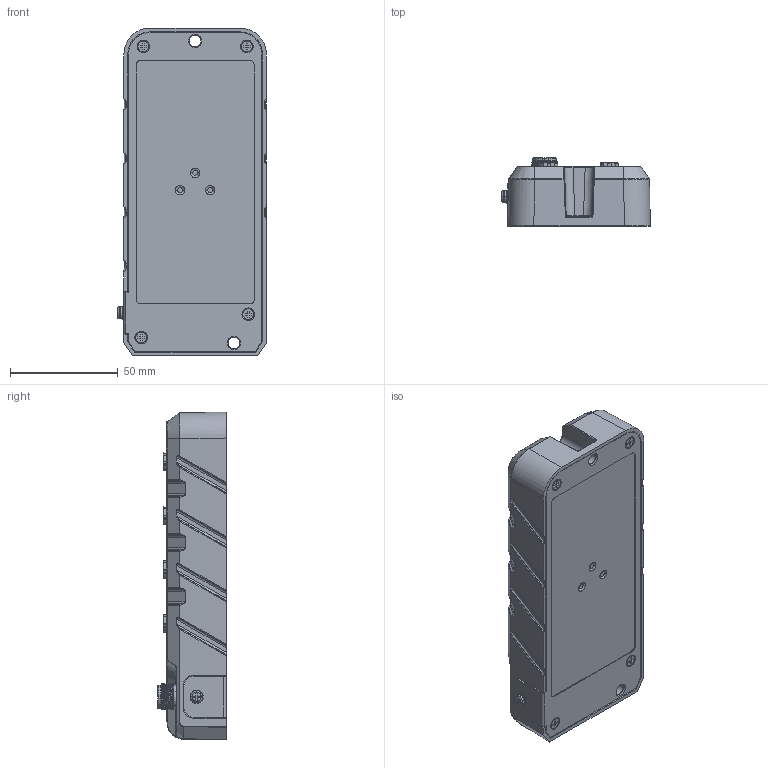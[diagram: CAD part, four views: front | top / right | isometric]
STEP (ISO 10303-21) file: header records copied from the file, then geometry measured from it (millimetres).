
FILE_DESCRIPTION (( 'STEP AP214' ), '1' );
FILE_NAME ('SE3-SW8U-N67-T.STEP', '2025-10-08T11:40:41', ( '' ), ( '' ), 'SwSTEP 2.0', 'SolidWorks 2024', '' );
FILE_SCHEMA (( 'AUTOMOTIVE_DESIGN' ));
Length unit declared in the file: millimetre
Products named in the file (1): SE3-SW8U-N67-T
Bounding box: 68.9 x 31.75 x 152 mm (x, y, z)
Volume: 232624.1 mm3; surface area: 78583.7 mm2
Topology: 9 solids, 34 shells, 4178 faces, 11363 edges, 7410 vertices
Faces by surface type: plane 2322, cylinder 1111, bspline 335, cone 263, torus 109, sphere 38
Entity records: 167195 total; most frequent: CARTESIAN_POINT 66928, ORIENTED_EDGE 22698, DIRECTION 18110, EDGE_CURVE 11349, VERTEX_POINT 7406, VECTOR 6878, LINE 6878, AXIS2_PLACEMENT_3D 5616
